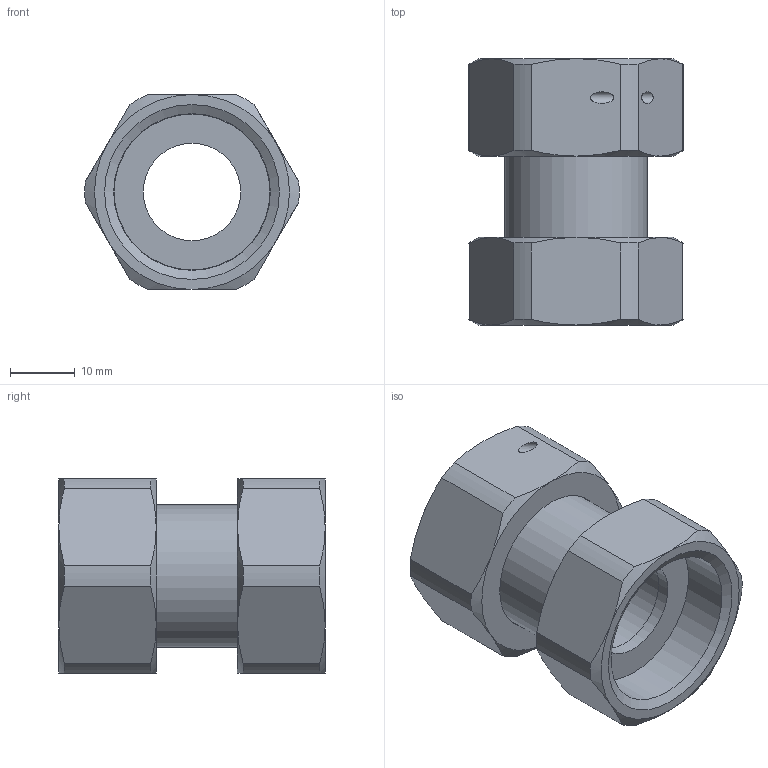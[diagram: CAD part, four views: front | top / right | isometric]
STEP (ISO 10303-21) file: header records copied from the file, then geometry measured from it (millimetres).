
FILE_DESCRIPTION(/* description */ ('Unknown'),/* implementation_level */ '2;1');
FILE_NAME(/* name */ '98000729-55 ',/* time_stamp */ '2023-01-10T10:41:59+01:00',/* author */ ('Unknown'),/* organization */ ('Unknown'),/* preprocessor_version */ 'ST-DEVELOPER v16.7',/* originating_system */ 'Solid Edge',/* authorisation */ 'Unknown');
FILE_SCHEMA (('AUTOMOTIVE_DESIGN {1 0 10303 214 3 1 1}'));
Length unit declared in the file: millimetre
Products named in the file (4): 98000729-55 ; 98000729-55_Körper; 98000729-55_郻M; 97000077-3_4
Assembly tree (4 placements, depth 2):
  98000729-55 
    98000729-55_Körper
    98000729-55_郻M
    97000077-3_4  x2
Bounding box: 32.98 x 41 x 30 mm (x, y, z)
Volume: 14624.7 mm3; surface area: 10644.2 mm2
Topology: 4 solids, 4 shells, 75 faces, 169 edges, 105 vertices
Faces by surface type: cone 26, cylinder 24, plane 23, torus 2
Full cylindrical faces by diameter (mm): 1.785 x1, 15 x2, 15.5 x1, 20 x1, 22 x2, 22.2 x1, 24 x2, 24.117 x2
Entity records: 2500 total; most frequent: CARTESIAN_POINT 456, DIRECTION 316, ORIENTED_EDGE 284, AXIS2_PLACEMENT_3D 146, EDGE_CURVE 142, EDGE_LOOP 96, FACE_BOUND 96, VERTEX_POINT 94
